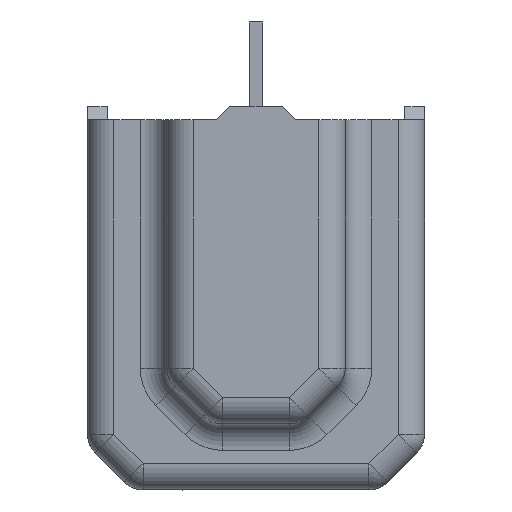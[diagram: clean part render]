
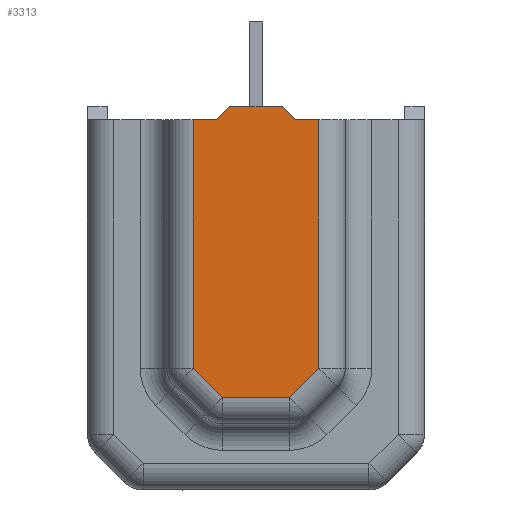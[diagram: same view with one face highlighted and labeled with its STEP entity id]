
A CAD part, left-side view. The second image highlights one B-rep face of the part: STEP entity #3313.
In plain terms, the highlighted planar face has unit normal (-1, 0, 0).
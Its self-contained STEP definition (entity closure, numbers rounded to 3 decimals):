
#19 = DIRECTION ( 'NONE',  ( 0., -1., 0. ) ) ;
#77 = VERTEX_POINT ( 'NONE', #2621 ) ;
#313 = EDGE_CURVE ( 'NONE', #9363, #11110, #4617, .T. ) ;
#399 = EDGE_CURVE ( 'NONE', #11538, #5090, #4033, .T. ) ;
#672 = ORIENTED_EDGE ( 'NONE', *, *, #857, .T. ) ;
#746 = CARTESIAN_POINT ( 'NONE',  ( -29., -1.685, -3.5 ) ) ;
#780 = ORIENTED_EDGE ( 'NONE', *, *, #2653, .T. ) ;
#833 = AXIS2_PLACEMENT_3D ( 'NONE', #7834, #1423, #7987 ) ;
#857 = EDGE_CURVE ( 'NONE', #2672, #10103, #3824, .T. ) ;
#971 = CARTESIAN_POINT ( 'NONE',  ( -29., -2.375, 7. ) ) ;
#1021 = VECTOR ( 'NONE', #5397, 1000. ) ;
#1132 = DIRECTION ( 'NONE',  ( 0., 0., -1. ) ) ;
#1419 = LINE ( 'NONE', #7409, #1700 ) ;
#1423 = DIRECTION ( 'NONE',  ( 1., 0., 0. ) ) ;
#1694 = CARTESIAN_POINT ( 'NONE',  ( -29., -1.5, 7. ) ) ;
#1700 = VECTOR ( 'NONE', #1777, 1000. ) ;
#1747 = LINE ( 'NONE', #6111, #9842 ) ;
#1777 = DIRECTION ( 'NONE',  ( 0., -0.707, 0.707 ) ) ;
#1987 = ORIENTED_EDGE ( 'NONE', *, *, #399, .T. ) ;
#2096 = CARTESIAN_POINT ( 'NONE',  ( -29., -1., 7.5 ) ) ;
#2120 = VECTOR ( 'NONE', #2885, 1000. ) ;
#2122 = EDGE_CURVE ( 'NONE', #77, #11110, #1747, .T. ) ;
#2124 = VECTOR ( 'NONE', #6514, 1000. ) ;
#2452 = CARTESIAN_POINT ( 'NONE',  ( -29., 2.375, 7. ) ) ;
#2493 = CARTESIAN_POINT ( 'NONE',  ( -29., -1., 7.5 ) ) ;
#2518 = EDGE_CURVE ( 'NONE', #77, #3683, #7928, .T. ) ;
#2621 = CARTESIAN_POINT ( 'NONE',  ( -29., 1., 7.5 ) ) ;
#2653 = EDGE_CURVE ( 'NONE', #9363, #11538, #9532, .T. ) ;
#2672 = VERTEX_POINT ( 'NONE', #3003 ) ;
#2843 = DIRECTION ( 'NONE',  ( 0., 0., 1. ) ) ;
#2885 = DIRECTION ( 'NONE',  ( 0., -1., 0. ) ) ;
#2992 = FACE_OUTER_BOUND ( 'NONE', #7184, .T. ) ;
#3003 = CARTESIAN_POINT ( 'NONE',  ( -29., -2.375, -2.396 ) ) ;
#3313 = ADVANCED_FACE ( 'NONE', ( #2992 ), #5160, .F. ) ;
#3523 = VECTOR ( 'NONE', #2843, 1000. ) ;
#3646 = LINE ( 'NONE', #11177, #10567 ) ;
#3677 = CARTESIAN_POINT ( 'NONE',  ( -29., 0.978, -3.793 ) ) ;
#3683 = VERTEX_POINT ( 'NONE', #2096 ) ;
#3824 = LINE ( 'NONE', #971, #3523 ) ;
#3840 = CARTESIAN_POINT ( 'NONE',  ( -29., 2.375, -2.396 ) ) ;
#3864 = ORIENTED_EDGE ( 'NONE', *, *, #5983, .T. ) ;
#4033 = LINE ( 'NONE', #3677, #11525 ) ;
#4248 = VECTOR ( 'NONE', #1132, 1000. ) ;
#4280 = ORIENTED_EDGE ( 'NONE', *, *, #6930, .T. ) ;
#4283 = ORIENTED_EDGE ( 'NONE', *, *, #2518, .F. ) ;
#4299 = EDGE_CURVE ( 'NONE', #4908, #10103, #3646, .T. ) ;
#4617 = LINE ( 'NONE', #11275, #2120 ) ;
#4652 = ORIENTED_EDGE ( 'NONE', *, *, #10052, .T. ) ;
#4827 = CARTESIAN_POINT ( 'NONE',  ( -29., 1.271, -3.5 ) ) ;
#4908 = VERTEX_POINT ( 'NONE', #1694 ) ;
#4963 = ORIENTED_EDGE ( 'NONE', *, *, #313, .F. ) ;
#5090 = VERTEX_POINT ( 'NONE', #4827 ) ;
#5160 = PLANE ( 'NONE',  #833 ) ;
#5397 = DIRECTION ( 'NONE',  ( 0., -1., 0. ) ) ;
#5983 = EDGE_CURVE ( 'NONE', #4908, #3683, #10558, .T. ) ;
#6111 = CARTESIAN_POINT ( 'NONE',  ( -29., 1., 7.5 ) ) ;
#6133 = ORIENTED_EDGE ( 'NONE', *, *, #2122, .T. ) ;
#6514 = DIRECTION ( 'NONE',  ( 0., -1., 0. ) ) ;
#6868 = VERTEX_POINT ( 'NONE', #11881 ) ;
#6930 = EDGE_CURVE ( 'NONE', #6868, #2672, #1419, .T. ) ;
#7050 = DIRECTION ( 'NONE',  ( 0., 0.707, -0.707 ) ) ;
#7184 = EDGE_LOOP ( 'NONE', ( #4283, #6133, #4963, #780, #1987, #4652, #4280, #672, #8147, #3864 ) ) ;
#7409 = CARTESIAN_POINT ( 'NONE',  ( -29., -2.668, -2.103 ) ) ;
#7425 = DIRECTION ( 'NONE',  ( 0., -0.707, -0.707 ) ) ;
#7450 = CARTESIAN_POINT ( 'NONE',  ( -29., -2.375, 7. ) ) ;
#7834 = CARTESIAN_POINT ( 'NONE',  ( -29., 0., 7. ) ) ;
#7928 = LINE ( 'NONE', #12066, #1021 ) ;
#7987 = DIRECTION ( 'NONE',  ( 0., 0., -1. ) ) ;
#8147 = ORIENTED_EDGE ( 'NONE', *, *, #4299, .F. ) ;
#8991 = CARTESIAN_POINT ( 'NONE',  ( -29., 1.5, 7. ) ) ;
#9363 = VERTEX_POINT ( 'NONE', #2452 ) ;
#9532 = LINE ( 'NONE', #11372, #4248 ) ;
#9842 = VECTOR ( 'NONE', #7050, 1000. ) ;
#10011 = DIRECTION ( 'NONE',  ( 0., 0.707, 0.707 ) ) ;
#10052 = EDGE_CURVE ( 'NONE', #5090, #6868, #12095, .T. ) ;
#10103 = VERTEX_POINT ( 'NONE', #7450 ) ;
#10259 = VECTOR ( 'NONE', #10011, 1000. ) ;
#10558 = LINE ( 'NONE', #2493, #10259 ) ;
#10567 = VECTOR ( 'NONE', #19, 1000. ) ;
#11110 = VERTEX_POINT ( 'NONE', #8991 ) ;
#11177 = CARTESIAN_POINT ( 'NONE',  ( -29., 0., 7. ) ) ;
#11275 = CARTESIAN_POINT ( 'NONE',  ( -29., 0., 7. ) ) ;
#11372 = CARTESIAN_POINT ( 'NONE',  ( -29., 2.375, 7. ) ) ;
#11525 = VECTOR ( 'NONE', #7425, 1000. ) ;
#11538 = VERTEX_POINT ( 'NONE', #3840 ) ;
#11881 = CARTESIAN_POINT ( 'NONE',  ( -29., -1.271, -3.5 ) ) ;
#12066 = CARTESIAN_POINT ( 'NONE',  ( -29., 1.5, 7.5 ) ) ;
#12095 = LINE ( 'NONE', #746, #2124 ) ;
